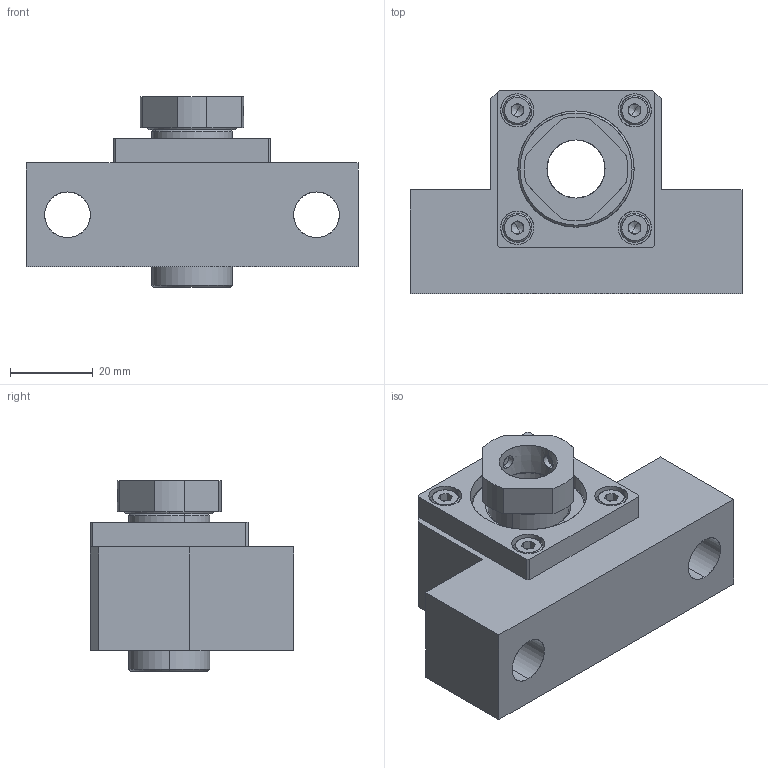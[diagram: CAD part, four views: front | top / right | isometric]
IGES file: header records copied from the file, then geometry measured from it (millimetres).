
Start section: SolidWorks IGES file using analytic representation for surfaces
Global section: file name: EK15.IGS,15; native system: HSolidWorks 2013; preprocessor: SolidWorks 2013; author: woni; date: 141113.153302; units: millimetre
Bounding box: 80 x 49 x 46 mm (x, y, z)
Surface area: 33428.4 mm2 (no closed solid volume)
Topology: 0 solids, 0 shells, 360 faces, 4984 edges, 4964 vertices
Faces by surface type: revolution 197, bspline 163
